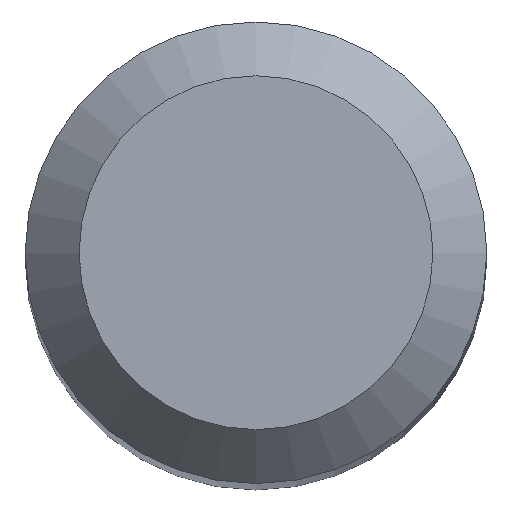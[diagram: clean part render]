
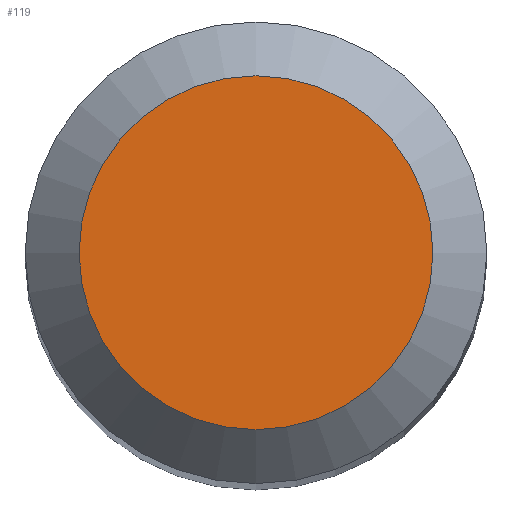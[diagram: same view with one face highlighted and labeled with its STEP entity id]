
A CAD part, top view. The second image highlights one B-rep face of the part: STEP entity #119.
In plain terms, the highlighted planar face has unit normal (0, 0, 1).
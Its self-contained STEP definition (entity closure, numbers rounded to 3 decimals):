
#4 = EDGE_LOOP ( 'NONE', ( #126 ) ) ;
#9 = FACE_OUTER_BOUND ( 'NONE', #4, .T. ) ;
#30 = DIRECTION ( 'NONE',  ( 0., 0., -1. ) ) ;
#52 = PLANE ( 'NONE',  #250 ) ;
#84 = DIRECTION ( 'NONE',  ( 0., 1., 0. ) ) ;
#113 = DIRECTION ( 'NONE',  ( 0., 1., 0. ) ) ;
#114 = CIRCLE ( 'NONE', #192, 2.3 ) ;
#116 = EDGE_CURVE ( 'NONE', #159, #159, #114, .T. ) ;
#119 = ADVANCED_FACE ( 'NONE', ( #9 ), #52, .F. ) ;
#126 = ORIENTED_EDGE ( 'NONE', *, *, #116, .F. ) ;
#134 = CARTESIAN_POINT ( 'NONE',  ( 0., 0., 89. ) ) ;
#159 = VERTEX_POINT ( 'NONE', #181 ) ;
#181 = CARTESIAN_POINT ( 'NONE',  ( 0., 2.3, 89. ) ) ;
#192 = AXIS2_PLACEMENT_3D ( 'NONE', #207, #30, #113 ) ;
#207 = CARTESIAN_POINT ( 'NONE',  ( 0., 0., 89. ) ) ;
#250 = AXIS2_PLACEMENT_3D ( 'NONE', #134, #261, #84 ) ;
#261 = DIRECTION ( 'NONE',  ( 0., 0., -1. ) ) ;
